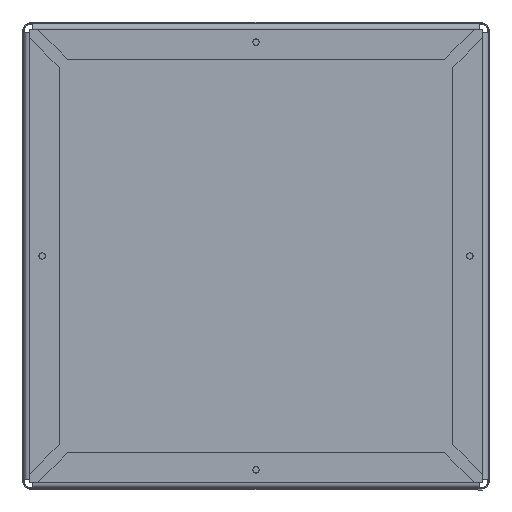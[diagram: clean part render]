
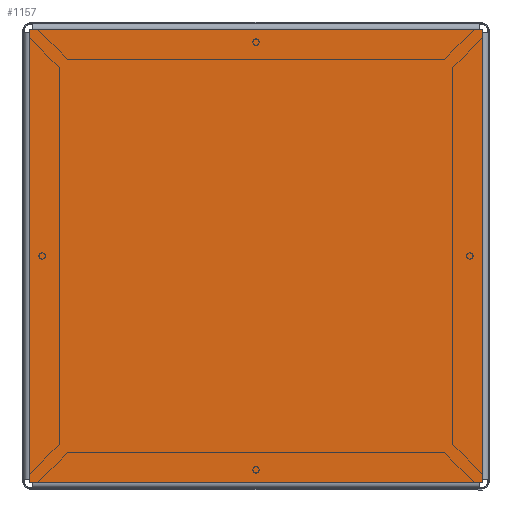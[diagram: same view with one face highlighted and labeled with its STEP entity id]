
A CAD part, front view. The second image highlights one B-rep face of the part: STEP entity #1157.
In plain terms, the highlighted face is planar.
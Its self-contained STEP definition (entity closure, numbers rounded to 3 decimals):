
#47 = CARTESIAN_POINT ( 'NONE',  ( -360., 360., 2. ) ) ;
#74 = DIRECTION ( 'NONE',  ( 1., 0., 0. ) ) ;
#154 = VECTOR ( 'NONE', #1333, 1000. ) ;
#220 = ORIENTED_EDGE ( 'NONE', *, *, #2597, .T. ) ;
#391 = DIRECTION ( 'NONE',  ( 0., 0., 1. ) ) ;
#445 = DIRECTION ( 'NONE',  ( -1., 0., 0. ) ) ;
#624 = EDGE_CURVE ( 'NONE', #2952, #3091, #2495, .T. ) ;
#650 = AXIS2_PLACEMENT_3D ( 'NONE', #3432, #391, #74 ) ;
#732 = EDGE_CURVE ( 'NONE', #2349, #2138, #1390, .T. ) ;
#924 = CARTESIAN_POINT ( 'NONE',  ( 360., 360., 2. ) ) ;
#1005 = FACE_OUTER_BOUND ( 'NONE', #1771, .T. ) ;
#1157 = ADVANCED_FACE ( 'NONE', ( #1005 ), #2221, .T. ) ;
#1333 = DIRECTION ( 'NONE',  ( 0., -1., 0. ) ) ;
#1367 = CARTESIAN_POINT ( 'NONE',  ( -360., -360., 2. ) ) ;
#1390 = LINE ( 'NONE', #1367, #3241 ) ;
#1401 = ORIENTED_EDGE ( 'NONE', *, *, #732, .T. ) ;
#1537 = DIRECTION ( 'NONE',  ( 0., 1., 0. ) ) ;
#1550 = LINE ( 'NONE', #924, #3866 ) ;
#1771 = EDGE_LOOP ( 'NONE', ( #220, #2553, #3633, #1401 ) ) ;
#2138 = VERTEX_POINT ( 'NONE', #3407 ) ;
#2208 = LINE ( 'NONE', #2270, #154 ) ;
#2221 = PLANE ( 'NONE',  #650 ) ;
#2270 = CARTESIAN_POINT ( 'NONE',  ( -360., 360., 2. ) ) ;
#2349 = VERTEX_POINT ( 'NONE', #2890 ) ;
#2495 = LINE ( 'NONE', #47, #2618 ) ;
#2553 = ORIENTED_EDGE ( 'NONE', *, *, #624, .T. ) ;
#2597 = EDGE_CURVE ( 'NONE', #2138, #2952, #1550, .T. ) ;
#2618 = VECTOR ( 'NONE', #445, 1000. ) ;
#2890 = CARTESIAN_POINT ( 'NONE',  ( -360., -360., 2. ) ) ;
#2952 = VERTEX_POINT ( 'NONE', #3529 ) ;
#3026 = CARTESIAN_POINT ( 'NONE',  ( -360., 360., 2. ) ) ;
#3091 = VERTEX_POINT ( 'NONE', #3026 ) ;
#3241 = VECTOR ( 'NONE', #3844, 1000. ) ;
#3262 = EDGE_CURVE ( 'NONE', #3091, #2349, #2208, .T. ) ;
#3407 = CARTESIAN_POINT ( 'NONE',  ( 360., -360., 2. ) ) ;
#3432 = CARTESIAN_POINT ( 'NONE',  ( 0., 0., 2. ) ) ;
#3529 = CARTESIAN_POINT ( 'NONE',  ( 360., 360., 2. ) ) ;
#3633 = ORIENTED_EDGE ( 'NONE', *, *, #3262, .T. ) ;
#3844 = DIRECTION ( 'NONE',  ( 1., 0., 0. ) ) ;
#3866 = VECTOR ( 'NONE', #1537, 1000. ) ;
